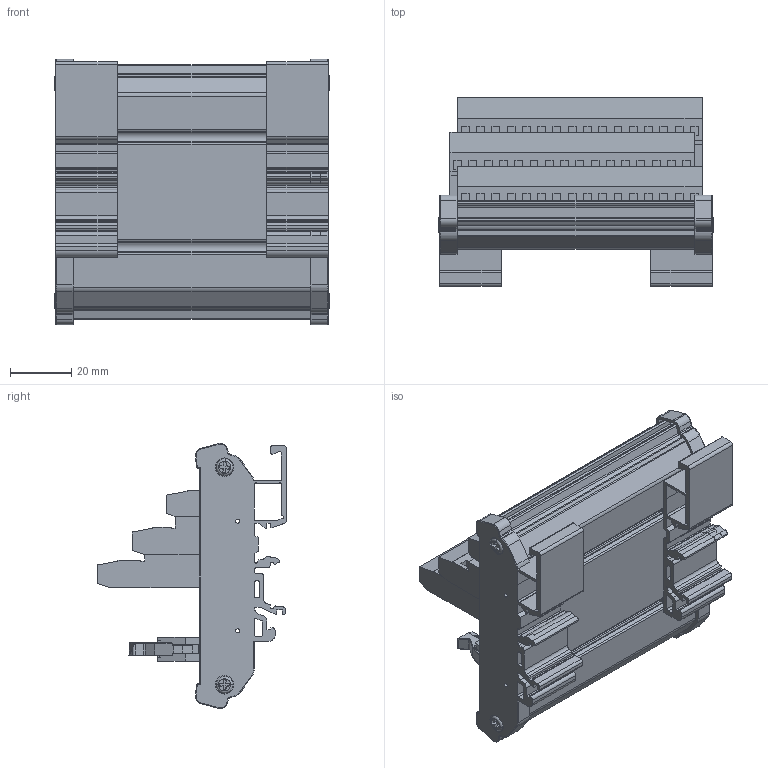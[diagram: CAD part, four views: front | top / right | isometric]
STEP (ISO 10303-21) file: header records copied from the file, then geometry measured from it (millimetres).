
FILE_DESCRIPTION (( 'STEP AP214' ), '1' );
FILE_NAME ('ZL-RTB40-1.STEP', '2016-09-22T14:16:25', ( '' ), ( '' ), 'SwSTEP 2.0', 'SolidWorks 2016', '' );
FILE_SCHEMA (( 'AUTOMOTIVE_DESIGN' ));
Length unit declared in the file: millimetre
Products named in the file (1): ZL-RTB40-1
Bounding box: 90 x 61.79 x 86.83 mm (x, y, z)
Volume: 112932.9 mm3; surface area: 92520.1 mm2
Topology: 12 solids, 12 shells, 2388 faces, 6131 edges, 4016 vertices
Faces by surface type: plane 1229, cylinder 1043, torus 67, bspline 23, cone 16, sphere 10
Entity records: 101148 total; most frequent: CARTESIAN_POINT 14361, DIRECTION 12953, ORIENTED_EDGE 12230, EDGE_CURVE 6115, AXIS2_PLACEMENT_3D 4558, VERTEX_POINT 4016, LINE 3837, VECTOR 3837
